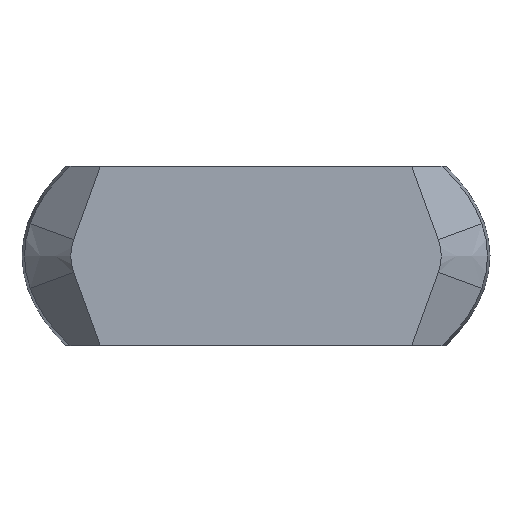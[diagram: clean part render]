
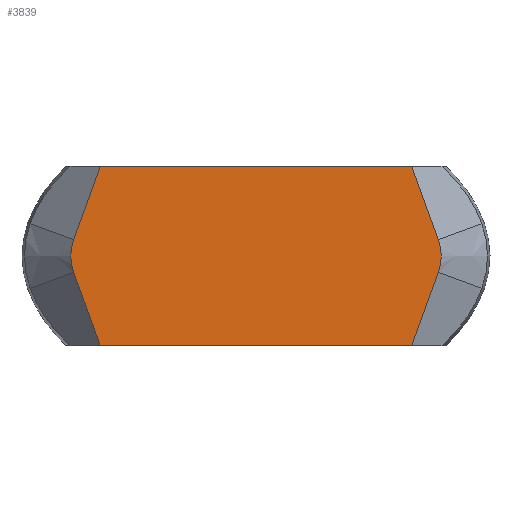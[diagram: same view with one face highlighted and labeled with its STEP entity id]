
A CAD part, left-side view. The second image highlights one B-rep face of the part: STEP entity #3839.
In plain terms, the highlighted planar face has unit normal (-1, 0, 0).
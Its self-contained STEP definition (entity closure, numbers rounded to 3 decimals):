
#215=CARTESIAN_POINT('',(-22.,-18.,0.));
#216=DIRECTION('',(1.,0.,0.));
#217=DIRECTION('',(0.,-0.94,0.342));
#218=AXIS2_PLACEMENT_3D('',#215,#216,#217);
#220=DIRECTION('',(0.,-0.342,0.94));
#221=VECTOR('',#220,10.214);
#222=CARTESIAN_POINT('',(-22.,-20.42,-11.75));
#223=LINE('',#222,#221);
#224=DIRECTION('',(0.,-1.,0.));
#225=VECTOR('',#224,40.841);
#226=CARTESIAN_POINT('',(-22.,20.42,-11.75));
#227=LINE('',#226,#225);
#228=DIRECTION('',(0.,0.342,0.94));
#229=VECTOR('',#228,10.214);
#230=CARTESIAN_POINT('',(-22.,20.42,-11.75));
#231=LINE('',#230,#229);
#232=CARTESIAN_POINT('',(-22.,18.,0.));
#233=DIRECTION('',(1.,0.,0.));
#234=DIRECTION('',(0.,0.94,-0.342));
#235=AXIS2_PLACEMENT_3D('',#232,#233,#234);
#237=DIRECTION('',(0.,0.342,-0.94));
#238=VECTOR('',#237,10.214);
#239=CARTESIAN_POINT('',(-22.,20.42,11.75));
#240=LINE('',#239,#238);
#241=DIRECTION('',(0.,-1.,0.));
#242=VECTOR('',#241,40.841);
#243=CARTESIAN_POINT('',(-22.,20.42,11.75));
#244=LINE('',#243,#242);
#245=DIRECTION('',(0.,-0.342,-0.94));
#246=VECTOR('',#245,10.214);
#247=CARTESIAN_POINT('',(-22.,-20.42,11.75));
#248=LINE('',#247,#246);
#3570=CARTESIAN_POINT('',(-22.,20.42,11.75));
#3571=CARTESIAN_POINT('',(-22.,-20.42,11.75));
#3572=VERTEX_POINT('',#3570);
#3573=VERTEX_POINT('',#3571);
#3578=CARTESIAN_POINT('',(-22.,20.42,-11.75));
#3579=CARTESIAN_POINT('',(-22.,-20.42,-11.75));
#3580=VERTEX_POINT('',#3578);
#3581=VERTEX_POINT('',#3579);
#3584=CARTESIAN_POINT('',(-22.,-23.914,2.152));
#3585=VERTEX_POINT('',#3584);
#3588=CARTESIAN_POINT('',(-22.,23.914,2.152));
#3589=VERTEX_POINT('',#3588);
#3592=CARTESIAN_POINT('',(-22.,-23.914,-2.152));
#3593=VERTEX_POINT('',#3592);
#3596=CARTESIAN_POINT('',(-22.,23.914,-2.152));
#3597=VERTEX_POINT('',#3596);
#3817=CARTESIAN_POINT('',(-22.,0.,0.));
#3818=DIRECTION('',(-1.,0.,0.));
#3819=DIRECTION('',(0.,0.,1.));
#3820=AXIS2_PLACEMENT_3D('',#3817,#3818,#3819);
#3821=PLANE('',#3820);
#3823=ORIENTED_EDGE('',*,*,#3822,.T.);
#3825=ORIENTED_EDGE('',*,*,#3824,.F.);
#3827=ORIENTED_EDGE('',*,*,#3826,.F.);
#3829=ORIENTED_EDGE('',*,*,#3828,.T.);
#3831=ORIENTED_EDGE('',*,*,#3830,.T.);
#3833=ORIENTED_EDGE('',*,*,#3832,.F.);
#3834=ORIENTED_EDGE('',*,*,#3741,.T.);
#3836=ORIENTED_EDGE('',*,*,#3835,.T.);
#3837=EDGE_LOOP('',(#3823,#3825,#3827,#3829,#3831,#3833,#3834,#3836));
#3838=FACE_OUTER_BOUND('',#3837,.F.);
#3839=ADVANCED_FACE('',(#3838),#3821,.T.);
#219=CIRCLE('',#218,6.293);
#236=CIRCLE('',#235,6.293);
#3741=EDGE_CURVE('',#3572,#3573,#244,.T.);
#3822=EDGE_CURVE('',#3585,#3593,#219,.T.);
#3824=EDGE_CURVE('',#3581,#3593,#223,.T.);
#3826=EDGE_CURVE('',#3580,#3581,#227,.T.);
#3828=EDGE_CURVE('',#3580,#3597,#231,.T.);
#3830=EDGE_CURVE('',#3597,#3589,#236,.T.);
#3832=EDGE_CURVE('',#3572,#3589,#240,.T.);
#3835=EDGE_CURVE('',#3573,#3585,#248,.T.);
